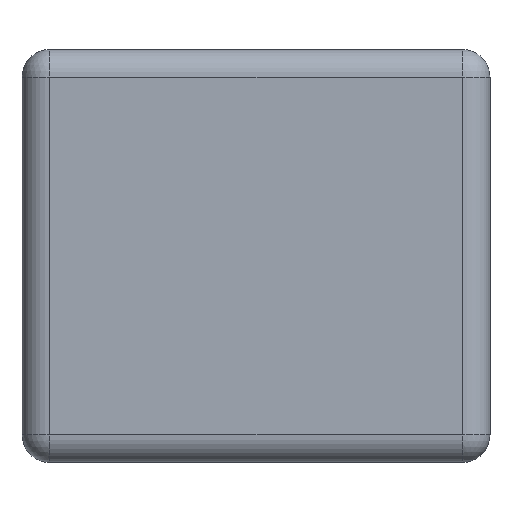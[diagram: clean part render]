
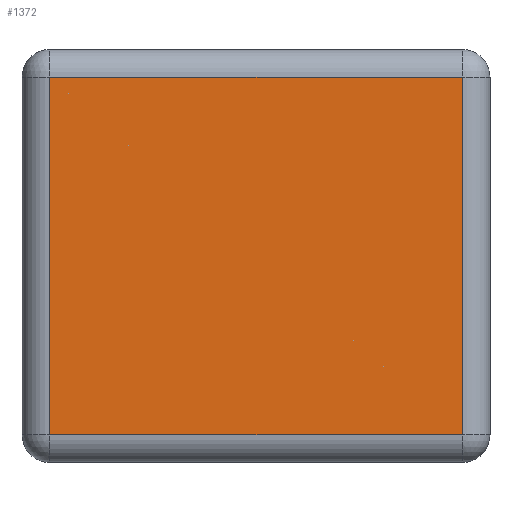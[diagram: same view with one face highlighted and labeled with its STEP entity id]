
A CAD part, left-side view. The second image highlights one B-rep face of the part: STEP entity #1372.
In plain terms, the highlighted planar face has unit normal (-1, 0, 0).
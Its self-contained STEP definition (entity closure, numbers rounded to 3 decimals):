
#978=CARTESIAN_POINT('',(-0.8,0.375,0.05));
#979=VERTEX_POINT('',#978);
#1022=CARTESIAN_POINT('',(-0.8,-0.375,0.05));
#1023=VERTEX_POINT('',#1022);
#1048=CARTESIAN_POINT('',(-0.8,0.375,0.7));
#1049=VERTEX_POINT('',#1048);
#1092=CARTESIAN_POINT('',(-0.8,-0.375,0.7));
#1093=VERTEX_POINT('',#1092);
#1117=CARTESIAN_POINT('',(-0.8,0.375,0.7));
#1118=DIRECTION('',(0.0,-1.0,0.0));
#1119=VECTOR('',#1118,0.75);
#1120=LINE('',#1117,#1119);
#1121=EDGE_CURVE('',#1049,#1093,#1120,.T.);
#1139=CARTESIAN_POINT('',(-0.8,-0.375,0.7));
#1140=DIRECTION('',(0.0,0.0,-1.0));
#1141=VECTOR('',#1140,0.65);
#1142=LINE('',#1139,#1141);
#1143=EDGE_CURVE('',#1093,#1023,#1142,.T.);
#1200=CARTESIAN_POINT('',(-0.8,0.375,0.05));
#1201=DIRECTION('',(0.0,0.0,1.0));
#1202=VECTOR('',#1201,0.65);
#1203=LINE('',#1200,#1202);
#1204=EDGE_CURVE('',#979,#1049,#1203,.T.);
#1254=CARTESIAN_POINT('',(-0.8,-0.375,0.05));
#1255=DIRECTION('',(0.0,1.0,0.0));
#1256=VECTOR('',#1255,0.75);
#1257=LINE('',#1254,#1256);
#1258=EDGE_CURVE('',#1023,#979,#1257,.T.);
#1361=CARTESIAN_POINT('',(-0.8,-0.425,0.0));
#1362=DIRECTION('',(-1.0,0.0,0.0));
#1363=DIRECTION('',(0.0,0.0,1.0));
#1364=AXIS2_PLACEMENT_3D('',#1361,#1362,#1363);
#1365=PLANE('',#1364);
#1366=ORIENTED_EDGE('',*,*,#1121,.F.);
#1367=ORIENTED_EDGE('',*,*,#1204,.F.);
#1368=ORIENTED_EDGE('',*,*,#1258,.F.);
#1369=ORIENTED_EDGE('',*,*,#1143,.F.);
#1370=EDGE_LOOP('',(#1366,#1367,#1368,#1369));
#1371=FACE_OUTER_BOUND('',#1370,.T.);
#1372=ADVANCED_FACE('',(#1371),#1365,.T.);
